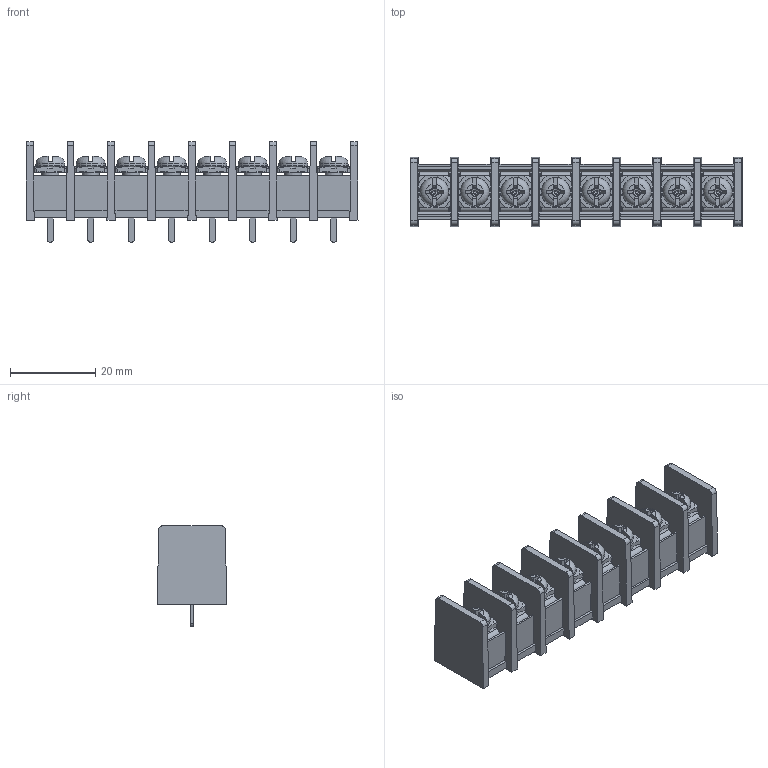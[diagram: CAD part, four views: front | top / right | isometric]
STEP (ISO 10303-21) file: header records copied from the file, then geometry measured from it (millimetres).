
FILE_DESCRIPTION(('STEP AP214'), '1');
FILE_NAME('DG45', '2019-10-04T22:10:53', ('AF'), (''), 'UNSPECIFIED', 'UNSPECIFIED', '');
FILE_SCHEMA(('AUTOMOTIVE_DESIGN { 1 0 10303 214 3 1 1}'));
Length unit declared in the file: millimetre
Assembly tree (24 placements, depth 2):
  (unnamed)
    (unnamed)  x8
    (unnamed)  x8
    (unnamed)  x8
Bounding box: 77.9 x 16.3 x 23.6 mm (x, y, z)
Volume: 9948.9 mm3; surface area: 16451.4 mm2
Topology: 25 solids, 25 shells, 2072 faces, 5386 edges, 3356 vertices
Faces by surface type: plane 1454, cone 216, cylinder 210, bspline 128, torus 32, sphere 32
Full cylindrical faces by diameter (mm): 3.3 x16, 3.4 x8, 4 x8, 4.9 x8
Entity records: 28422 total; most frequent: CARTESIAN_POINT 4942, ORIENTED_EDGE 3738, DIRECTION 3322, EDGE_CURVE 1869, LINE 1564, VECTOR 1564, VERTEX_POINT 1221, AXIS2_PLACEMENT_3D 879
